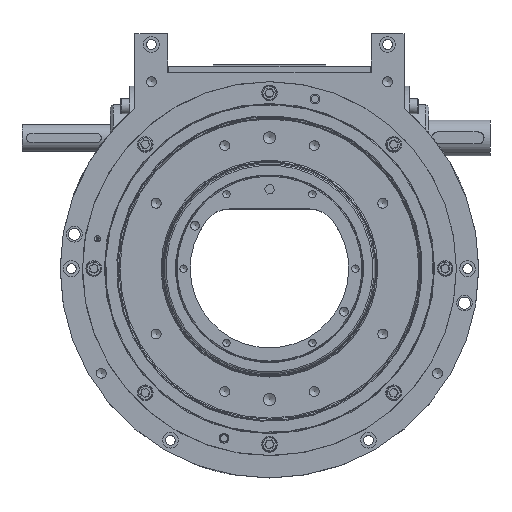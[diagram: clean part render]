
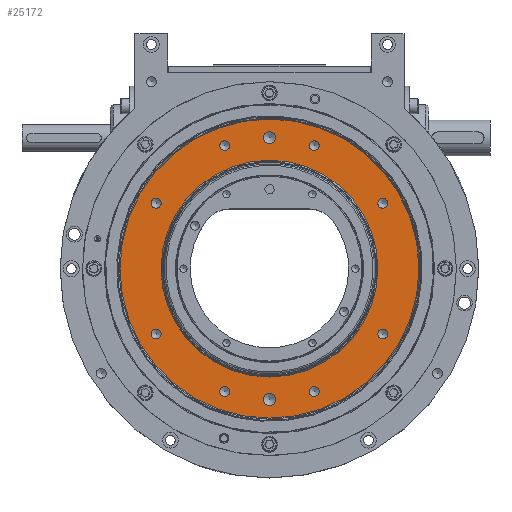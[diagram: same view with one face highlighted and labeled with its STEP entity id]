
A CAD part, top view. The second image highlights one B-rep face of the part: STEP entity #25172.
In plain terms, the highlighted planar face has unit normal (0, 0, 1).
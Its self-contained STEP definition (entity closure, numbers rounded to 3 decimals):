
#3580=PLANE('',#26625);
#5476=ORIENTED_EDGE('',*,*,#9056,.T.);
#5477=ORIENTED_EDGE('',*,*,#9057,.T.);
#5478=ORIENTED_EDGE('',*,*,#9058,.T.);
#5479=ORIENTED_EDGE('',*,*,#9059,.T.);
#5480=ORIENTED_EDGE('',*,*,#9060,.T.);
#5481=ORIENTED_EDGE('',*,*,#9061,.T.);
#5482=ORIENTED_EDGE('',*,*,#9062,.T.);
#5483=ORIENTED_EDGE('',*,*,#9063,.T.);
#5484=ORIENTED_EDGE('',*,*,#9064,.T.);
#5485=ORIENTED_EDGE('',*,*,#9065,.T.);
#5486=ORIENTED_EDGE('',*,*,#9039,.F.);
#5487=ORIENTED_EDGE('',*,*,#9066,.T.);
#9039=EDGE_CURVE('',#10967,#10967,#12230,.T.);
#9056=EDGE_CURVE('',#10984,#10984,#12247,.T.);
#9057=EDGE_CURVE('',#10985,#10985,#12248,.T.);
#9058=EDGE_CURVE('',#10986,#10986,#12249,.T.);
#9059=EDGE_CURVE('',#10987,#10987,#12250,.T.);
#9060=EDGE_CURVE('',#10988,#10988,#12251,.T.);
#9061=EDGE_CURVE('',#10989,#10989,#12252,.T.);
#9062=EDGE_CURVE('',#10990,#10990,#12253,.T.);
#9063=EDGE_CURVE('',#10991,#10991,#12254,.T.);
#9064=EDGE_CURVE('',#10992,#10992,#12255,.T.);
#9065=EDGE_CURVE('',#10993,#10993,#12256,.T.);
#9066=EDGE_CURVE('',#10994,#10994,#12257,.T.);
#10967=VERTEX_POINT('',#33266);
#10984=VERTEX_POINT('',#33309);
#10985=VERTEX_POINT('',#33311);
#10986=VERTEX_POINT('',#33313);
#10987=VERTEX_POINT('',#33315);
#10988=VERTEX_POINT('',#33317);
#10989=VERTEX_POINT('',#33319);
#10990=VERTEX_POINT('',#33321);
#10991=VERTEX_POINT('',#33323);
#10992=VERTEX_POINT('',#33325);
#10993=VERTEX_POINT('',#33327);
#10994=VERTEX_POINT('',#33329);
#12230=CIRCLE('',#26600,100.);
#12247=CIRCLE('',#26626,3.324);
#12248=CIRCLE('',#26627,3.324);
#12249=CIRCLE('',#26628,3.324);
#12250=CIRCLE('',#26629,3.324);
#12251=CIRCLE('',#26630,3.324);
#12252=CIRCLE('',#26631,3.324);
#12253=CIRCLE('',#26632,3.324);
#12254=CIRCLE('',#26633,3.324);
#12255=CIRCLE('',#26634,4.);
#12256=CIRCLE('',#26635,4.);
#12257=CIRCLE('',#26636,72.5);
#12990=EDGE_LOOP('',(#5476));
#12991=EDGE_LOOP('',(#5477));
#12992=EDGE_LOOP('',(#5478));
#12993=EDGE_LOOP('',(#5479));
#12994=EDGE_LOOP('',(#5480));
#12995=EDGE_LOOP('',(#5481));
#12996=EDGE_LOOP('',(#5482));
#12997=EDGE_LOOP('',(#5483));
#12998=EDGE_LOOP('',(#5484));
#12999=EDGE_LOOP('',(#5485));
#13000=EDGE_LOOP('',(#5486));
#13001=EDGE_LOOP('',(#5487));
#14864=FACE_BOUND('',#12990,.T.);
#14865=FACE_BOUND('',#12991,.T.);
#14866=FACE_BOUND('',#12992,.T.);
#14867=FACE_BOUND('',#12993,.T.);
#14868=FACE_BOUND('',#12994,.T.);
#14869=FACE_BOUND('',#12995,.T.);
#14870=FACE_BOUND('',#12996,.T.);
#14871=FACE_BOUND('',#12997,.T.);
#14872=FACE_BOUND('',#12998,.T.);
#14873=FACE_BOUND('',#12999,.T.);
#14874=FACE_BOUND('',#13000,.T.);
#14875=FACE_BOUND('',#13001,.T.);
#25172=ADVANCED_FACE('',(#14864,#14865,#14866,#14867,#14868,#14869,#14870,
#14871,#14872,#14873,#14874,#14875),#3580,.F.);
#26600=AXIS2_PLACEMENT_3D('',#33265,#29079,#29080);
#26625=AXIS2_PLACEMENT_3D('',#33307,#29129,#29130);
#26626=AXIS2_PLACEMENT_3D('',#33308,#29131,#29132);
#26627=AXIS2_PLACEMENT_3D('',#33310,#29133,#29134);
#26628=AXIS2_PLACEMENT_3D('',#33312,#29135,#29136);
#26629=AXIS2_PLACEMENT_3D('',#33314,#29137,#29138);
#26630=AXIS2_PLACEMENT_3D('',#33316,#29139,#29140);
#26631=AXIS2_PLACEMENT_3D('',#33318,#29141,#29142);
#26632=AXIS2_PLACEMENT_3D('',#33320,#29143,#29144);
#26633=AXIS2_PLACEMENT_3D('',#33322,#29145,#29146);
#26634=AXIS2_PLACEMENT_3D('',#33324,#29147,#29148);
#26635=AXIS2_PLACEMENT_3D('',#33326,#29149,#29150);
#26636=AXIS2_PLACEMENT_3D('',#33328,#29151,#29152);
#29079=DIRECTION('',(0.,0.,-1.));
#29080=DIRECTION('',(1.,0.,0.));
#29129=DIRECTION('',(0.,0.,-1.));
#29130=DIRECTION('',(-1.,0.,0.));
#29131=DIRECTION('',(0.,0.,-1.));
#29132=DIRECTION('',(0.,-1.,0.));
#29133=DIRECTION('',(0.,0.,-1.));
#29134=DIRECTION('',(0.,-1.,0.));
#29135=DIRECTION('',(0.,0.,-1.));
#29136=DIRECTION('',(0.,-1.,0.));
#29137=DIRECTION('',(0.,0.,-1.));
#29138=DIRECTION('',(0.,-1.,0.));
#29139=DIRECTION('',(0.,0.,-1.));
#29140=DIRECTION('',(0.,-1.,0.));
#29141=DIRECTION('',(0.,0.,-1.));
#29142=DIRECTION('',(0.,-1.,0.));
#29143=DIRECTION('',(0.,0.,-1.));
#29144=DIRECTION('',(0.,-1.,0.));
#29145=DIRECTION('',(0.,0.,-1.));
#29146=DIRECTION('',(0.,-1.,0.));
#29147=DIRECTION('',(0.,0.,-1.));
#29148=DIRECTION('',(0.,-1.,0.));
#29149=DIRECTION('',(0.,0.,-1.));
#29150=DIRECTION('',(0.,-1.,0.));
#29151=DIRECTION('',(0.,0.,-1.));
#29152=DIRECTION('',(1.,0.,0.));
#33265=CARTESIAN_POINT('',(0.,0.,57.));
#33266=CARTESIAN_POINT('',(100.,0.,57.));
#33307=CARTESIAN_POINT('',(0.,0.,57.));
#33308=CARTESIAN_POINT('',(75.777,43.75,57.));
#33309=CARTESIAN_POINT('',(75.777,40.427,57.));
#33310=CARTESIAN_POINT('',(75.777,-43.75,57.));
#33311=CARTESIAN_POINT('',(75.777,-47.074,57.));
#33312=CARTESIAN_POINT('',(-75.777,-43.75,57.));
#33313=CARTESIAN_POINT('',(-75.777,-47.074,57.));
#33314=CARTESIAN_POINT('',(-75.777,43.75,57.));
#33315=CARTESIAN_POINT('',(-75.777,40.427,57.));
#33316=CARTESIAN_POINT('',(29.927,82.223,57.));
#33317=CARTESIAN_POINT('',(29.927,78.9,57.));
#33318=CARTESIAN_POINT('',(29.927,-82.223,57.));
#33319=CARTESIAN_POINT('',(29.927,-85.547,57.));
#33320=CARTESIAN_POINT('',(-29.927,-82.223,57.));
#33321=CARTESIAN_POINT('',(-29.927,-85.547,57.));
#33322=CARTESIAN_POINT('',(-29.927,82.223,57.));
#33323=CARTESIAN_POINT('',(-29.927,78.9,57.));
#33324=CARTESIAN_POINT('',(0.,-87.5,57.));
#33325=CARTESIAN_POINT('',(0.,-91.5,57.));
#33326=CARTESIAN_POINT('',(0.,87.5,57.));
#33327=CARTESIAN_POINT('',(0.,83.5,57.));
#33328=CARTESIAN_POINT('',(0.,0.,57.));
#33329=CARTESIAN_POINT('',(72.5,0.,57.));
